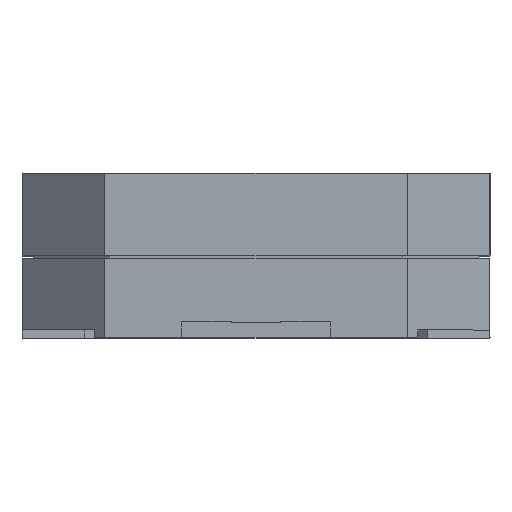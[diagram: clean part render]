
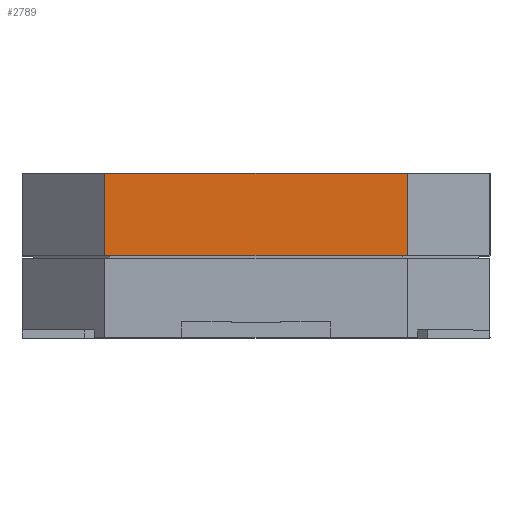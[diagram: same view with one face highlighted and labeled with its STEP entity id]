
A CAD part, top view. The second image highlights one B-rep face of the part: STEP entity #2789.
In plain terms, the highlighted planar face has unit normal (0, 0, 1).
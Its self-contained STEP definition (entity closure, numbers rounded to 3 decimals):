
#5 = CARTESIAN_POINT ( 'NONE',  ( 1.5, 0., 8.5 ) ) ;
#6 = DIRECTION ( 'NONE',  ( 1., 0., 0. ) ) ;
#57 = ORIENTED_EDGE ( 'NONE', *, *, #2261, .T. ) ;
#77 = LINE ( 'NONE', #288, #2830 ) ;
#152 = VECTOR ( 'NONE', #1784, 1000. ) ;
#244 = CARTESIAN_POINT ( 'NONE',  ( 4.25, -1.5, 8.5 ) ) ;
#288 = CARTESIAN_POINT ( 'NONE',  ( 1.5, -1.5, 8.5 ) ) ;
#336 = ORIENTED_EDGE ( 'NONE', *, *, #1613, .F. ) ;
#434 = VERTEX_POINT ( 'NONE', #5 ) ;
#463 = LINE ( 'NONE', #2933, #2782 ) ;
#911 = VERTEX_POINT ( 'NONE', #1059 ) ;
#913 = VECTOR ( 'NONE', #2714, 1000. ) ;
#956 = CARTESIAN_POINT ( 'NONE',  ( 7., -1.5, 8.5 ) ) ;
#1059 = CARTESIAN_POINT ( 'NONE',  ( 7., 0., 8.5 ) ) ;
#1260 = CARTESIAN_POINT ( 'NONE',  ( 7., -1.5, 8.5 ) ) ;
#1366 = ORIENTED_EDGE ( 'NONE', *, *, #1644, .F. ) ;
#1374 = EDGE_CURVE ( 'NONE', #434, #2633, #77, .T. ) ;
#1463 = LINE ( 'NONE', #956, #913 ) ;
#1613 = EDGE_CURVE ( 'NONE', #434, #911, #463, .T. ) ;
#1644 = EDGE_CURVE ( 'NONE', #911, #1942, #1463, .T. ) ;
#1729 = DIRECTION ( 'NONE',  ( 1., 0., 0. ) ) ;
#1784 = DIRECTION ( 'NONE',  ( 1., 0., 0. ) ) ;
#1926 = CARTESIAN_POINT ( 'NONE',  ( 1.39, -3.06, 8.5 ) ) ;
#1942 = VERTEX_POINT ( 'NONE', #1260 ) ;
#1979 = PLANE ( 'NONE',  #2533 ) ;
#2261 = EDGE_CURVE ( 'NONE', #2633, #1942, #2500, .T. ) ;
#2443 = FACE_OUTER_BOUND ( 'NONE', #3073, .T. ) ;
#2459 = DIRECTION ( 'NONE',  ( 0., 0., 1. ) ) ;
#2464 = ORIENTED_EDGE ( 'NONE', *, *, #1374, .T. ) ;
#2500 = LINE ( 'NONE', #244, #152 ) ;
#2533 = AXIS2_PLACEMENT_3D ( 'NONE', #1926, #2459, #1729 ) ;
#2633 = VERTEX_POINT ( 'NONE', #3143 ) ;
#2714 = DIRECTION ( 'NONE',  ( 0., -1., 0. ) ) ;
#2782 = VECTOR ( 'NONE', #6, 1000. ) ;
#2789 = ADVANCED_FACE ( 'NONE', ( #2443 ), #1979, .T. ) ;
#2793 = DIRECTION ( 'NONE',  ( 0., -1., 0. ) ) ;
#2830 = VECTOR ( 'NONE', #2793, 1000. ) ;
#2933 = CARTESIAN_POINT ( 'NONE',  ( 4.25, 0., 8.5 ) ) ;
#3073 = EDGE_LOOP ( 'NONE', ( #336, #2464, #57, #1366 ) ) ;
#3143 = CARTESIAN_POINT ( 'NONE',  ( 1.5, -1.5, 8.5 ) ) ;
